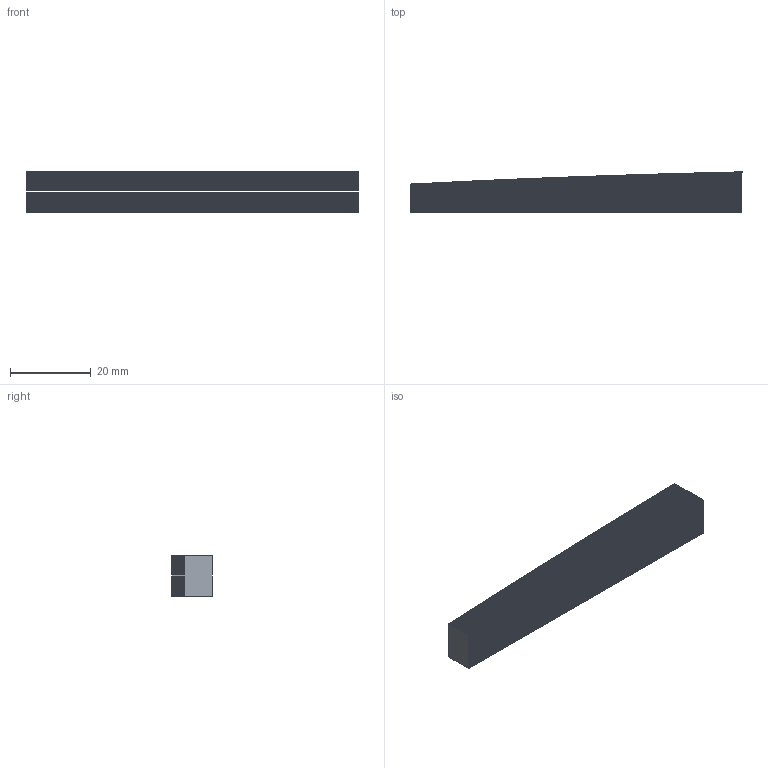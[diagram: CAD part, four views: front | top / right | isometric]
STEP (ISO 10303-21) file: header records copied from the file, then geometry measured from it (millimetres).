
FILE_DESCRIPTION (( 'STEP AP203' ), '1' );
FILE_NAME ('Òðàåêò. ñïóñêà 1 - 02cern (ïîâîðîò ñ óìåíüø. íîñèêà íà 0,4).STEP', '2021-12-08T07:13:51', ( 'Ïîëüçîâàòåëü' ), ( '' ), 'SwSTEP 2.0', 'SolidWorks 2018', '' );
FILE_SCHEMA (( 'CONFIG_CONTROL_DESIGN' ));
Length unit declared in the file: millimetre
Products named in the file (1): Òðàåêò. ñïóñêà 1 - 02cern (ïîâîðîò ñ óìåíüø. íîñèêà íà 0,4)
Bounding box: 82.4 x 10 x 10 mm (x, y, z)
Surface area: 71610.4 mm2 (no closed solid volume)
Topology: 0 solids, 825 shells, 825 faces, 3300 edges, 3300 vertices
Faces by surface type: plane 825
Entity records: 33909 total; most frequent: CARTESIAN_POINT 7426, DIRECTION 4952, VERTEX_POINT 3300, VECTOR 3300, LINE 3300, EDGE_CURVE 3300, ORIENTED_EDGE 3300, AXIS2_PLACEMENT_3D 826
